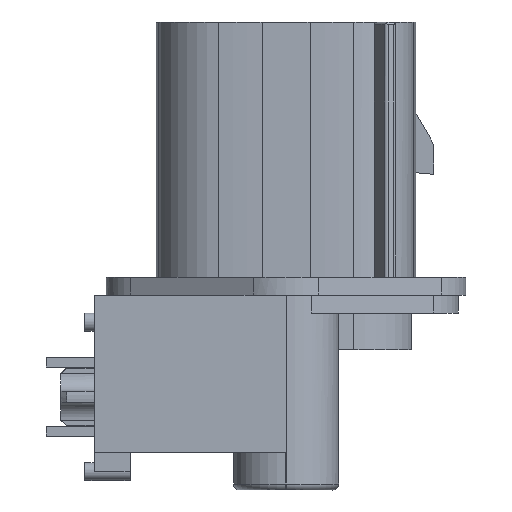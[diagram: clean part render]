
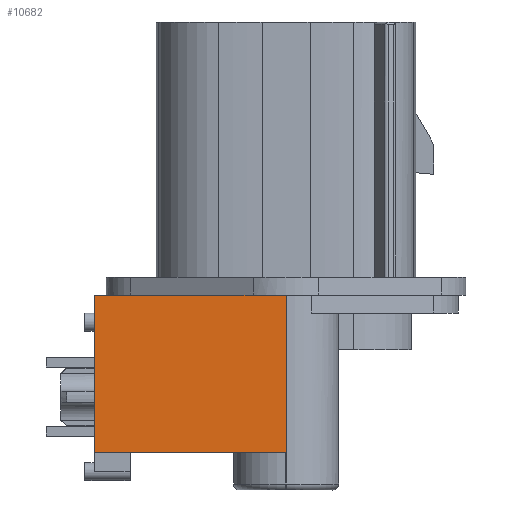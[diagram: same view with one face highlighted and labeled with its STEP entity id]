
A CAD part, left-side view. The second image highlights one B-rep face of the part: STEP entity #10682.
In plain terms, the highlighted planar face has unit normal (-1, 0, 0).
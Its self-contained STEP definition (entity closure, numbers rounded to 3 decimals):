
#297=DIRECTION('',(0.,0.,-1.));
#298=VECTOR('',#297,16.002);
#299=CARTESIAN_POINT('',(-20.747,11.514,-100.816));
#300=LINE('',#299,#298);
#314=DIRECTION('',(0.,0.,1.));
#315=VECTOR('',#314,2.689);
#316=CARTESIAN_POINT('',(-20.747,11.574,-116.818));
#317=LINE('',#316,#315);
#328=DIRECTION('',(0.,1.,0.));
#329=VECTOR('',#328,0.06);
#330=CARTESIAN_POINT('',(-20.747,11.514,-116.818));
#331=LINE('',#330,#329);
#358=DIRECTION('',(0.,1.,0.));
#359=VECTOR('',#358,16.226);
#360=CARTESIAN_POINT('',(-20.747,11.574,-114.129));
#361=LINE('',#360,#359);
#965=DIRECTION('',(0.,-1.,0.));
#966=VECTOR('',#965,2.486);
#967=CARTESIAN_POINT('',(-20.747,14.,-100.816));
#968=LINE('',#967,#966);
#5447=DIRECTION('',(0.,-1.,0.));
#5448=VECTOR('',#5447,13.8);
#5449=CARTESIAN_POINT('',(-20.747,27.8,
-100.816));
#5450=LINE('',#5449,#5448);
#5468=DIRECTION('',(0.,0.,1.));
#5469=VECTOR('',#5468,13.313);
#5470=CARTESIAN_POINT('',(-20.747,27.8,
-114.129));
#5471=LINE('',#5470,#5469);
#8177=CARTESIAN_POINT('',(-20.747,27.8,
-114.129));
#8178=VERTEX_POINT('',#8177);
#8179=CARTESIAN_POINT('',(-20.747,11.574,
-114.129));
#8180=VERTEX_POINT('',#8179);
#8298=CARTESIAN_POINT('',(-20.747,11.514,
-100.816));
#8299=CARTESIAN_POINT('',(-20.747,11.514,
-116.818));
#8300=VERTEX_POINT('',#8298);
#8301=VERTEX_POINT('',#8299);
#8310=CARTESIAN_POINT('',(-20.747,11.574,
-116.818));
#8311=VERTEX_POINT('',#8310);
#9307=CARTESIAN_POINT('',(-20.747,27.8,
-100.816));
#9308=VERTEX_POINT('',#9307);
#9309=CARTESIAN_POINT('',(-20.747,14.,
-100.816));
#9310=VERTEX_POINT('',#9309);
#10664=CARTESIAN_POINT('',(-20.747,-0.599,
-99.165));
#10665=DIRECTION('',(1.,0.,0.));
#10666=DIRECTION('',(0.,1.,0.));
#10667=AXIS2_PLACEMENT_3D('',#10664,#10665,#10666);
#10668=PLANE('',#10667);
#10669=ORIENTED_EDGE('',*,*,#10656,.T.);
#10670=ORIENTED_EDGE('',*,*,#10620,.T.);
#10672=ORIENTED_EDGE('',*,*,#10671,.T.);
#10674=ORIENTED_EDGE('',*,*,#10673,.T.);
#10676=ORIENTED_EDGE('',*,*,#10675,.T.);
#10678=ORIENTED_EDGE('',*,*,#10677,.T.);
#10679=ORIENTED_EDGE('',*,*,#10608,.T.);
#10680=EDGE_LOOP('',(#10669,#10670,#10672,#10674,#10676,#10678,#10679));
#10681=FACE_OUTER_BOUND('',#10680,.F.);
#10682=ADVANCED_FACE('',(#10681),#10668,.F.);
#10608=EDGE_CURVE('',#8300,#8301,#300,.T.);
#10620=EDGE_CURVE('',#8311,#8180,#317,.T.);
#10656=EDGE_CURVE('',#8301,#8311,#331,.T.);
#10671=EDGE_CURVE('',#8180,#8178,#361,.T.);
#10673=EDGE_CURVE('',#8178,#9308,#5471,.T.);
#10675=EDGE_CURVE('',#9308,#9310,#5450,.T.);
#10677=EDGE_CURVE('',#9310,#8300,#968,.T.);
